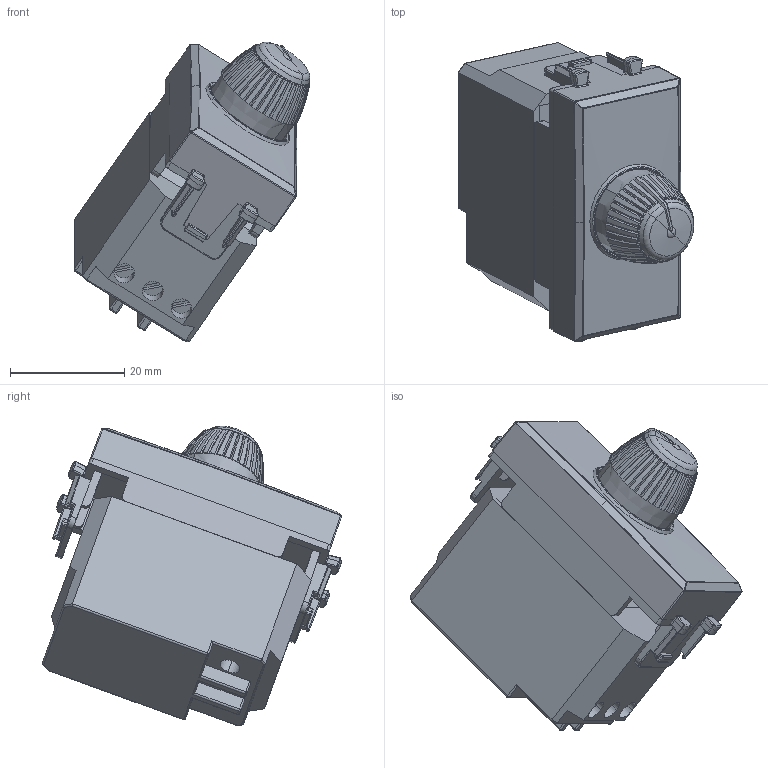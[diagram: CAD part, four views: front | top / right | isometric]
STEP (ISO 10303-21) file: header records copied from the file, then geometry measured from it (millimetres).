
FILE_DESCRIPTION(('CATIA V5 STEP Exchange'),'2;1');
FILE_NAME('445048UR.stp','2023-10-18T13:28:02+00:00',('none'),('none'),'CATIA Version 5-6 Release 2016 SP6','CATIA V5 STEP AP203','none');
FILE_SCHEMA(('CONFIG_CONTROL_DESIGN'));
Length unit declared in the file: millimetre
Products named in the file (1): 445048UR
Assembly tree (4 placements, depth 2):
  445048UR
    #57
    #26018
    #29515
    #38528
Bounding box: 41.34 x 52.46 x 52.5 mm (x, y, z)
Volume: 27440.7 mm3; surface area: 15157.5 mm2
Topology: 5 solids, 5 shells, 869 faces, 2145 edges, 1244 vertices
Faces by surface type: plane 277, cylinder 207, cone 161, torus 61, sphere 60, bspline 56, revolution 47
Entity records: 38553 total; most frequent: CARTESIAN_POINT 21255, ORIENTED_EDGE 4166, DIRECTION 2406, EDGE_CURVE 2083, VERTEX_POINT 1240, AXIS2_PLACEMENT_3D 1098, EDGE_LOOP 889, B_SPLINE_CURVE_WITH_KNOTS 875
